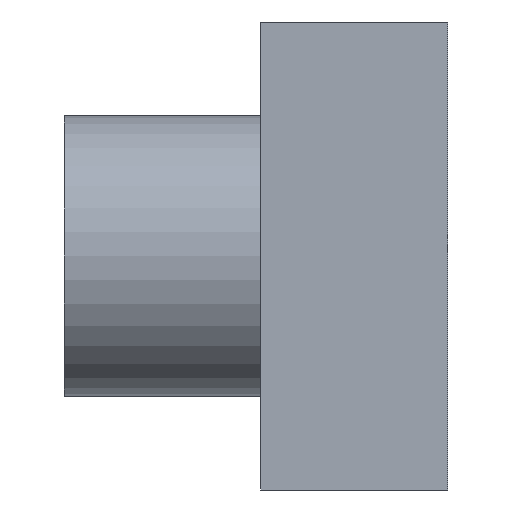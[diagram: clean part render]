
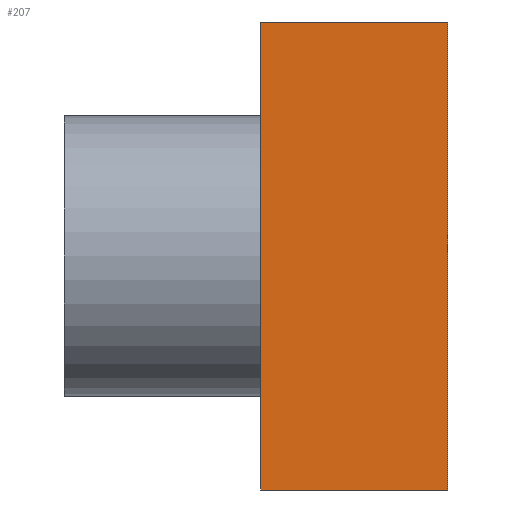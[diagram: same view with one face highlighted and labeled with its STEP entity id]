
A CAD part, left-side view. The second image highlights one B-rep face of the part: STEP entity #207.
In plain terms, the highlighted planar face has unit normal (-1, 0, 0).
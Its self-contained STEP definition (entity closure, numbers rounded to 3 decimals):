
#21=FACE_OUTER_BOUND('',#33,.T.);
#33=EDGE_LOOP('',(#158,#159,#160,#161,#162));
#41=LINE('',#313,#63);
#48=LINE('',#331,#70);
#53=LINE('',#341,#75);
#54=LINE('',#344,#76);
#55=LINE('',#345,#77);
#63=VECTOR('',#253,10.);
#70=VECTOR('',#268,10.);
#75=VECTOR('',#277,10.);
#76=VECTOR('',#280,10.);
#77=VECTOR('',#281,10.);
#91=VERTEX_POINT('',#309);
#93=VERTEX_POINT('',#312);
#100=VERTEX_POINT('',#329);
#103=VERTEX_POINT('',#339);
#104=VERTEX_POINT('',#343);
#110=EDGE_CURVE('',#91,#93,#41,.T.);
#120=EDGE_CURVE('',#100,#91,#48,.T.);
#125=EDGE_CURVE('',#100,#103,#53,.T.);
#126=EDGE_CURVE('',#104,#103,#54,.T.);
#127=EDGE_CURVE('',#93,#104,#55,.T.);
#158=ORIENTED_EDGE('',*,*,#120,.F.);
#159=ORIENTED_EDGE('',*,*,#125,.T.);
#160=ORIENTED_EDGE('',*,*,#126,.F.);
#161=ORIENTED_EDGE('',*,*,#127,.F.);
#162=ORIENTED_EDGE('',*,*,#110,.F.);
#197=PLANE('',#237);
#207=ADVANCED_FACE('',(#21),#197,.T.);
#237=AXIS2_PLACEMENT_3D('',#342,#278,#279);
#253=DIRECTION('',(0.,0.,1.));
#268=DIRECTION('',(0.,0.,1.));
#277=DIRECTION('',(0.,-1.,0.));
#278=DIRECTION('center_axis',(-1.,0.,0.));
#279=DIRECTION('ref_axis',(0.,0.,-1.));
#280=DIRECTION('',(0.,0.,-1.));
#281=DIRECTION('',(0.,-1.,0.));
#309=CARTESIAN_POINT('',(-57.5,1.9,-98.));
#312=CARTESIAN_POINT('',(-57.5,1.9,-95.5));
#313=CARTESIAN_POINT('',(-57.5,1.9,-100.5));
#329=CARTESIAN_POINT('',(-57.5,1.9,-100.5));
#331=CARTESIAN_POINT('',(-57.5,1.9,-100.5));
#339=CARTESIAN_POINT('',(-57.5,-0.1,-100.5));
#341=CARTESIAN_POINT('',(-57.5,1.9,-100.5));
#342=CARTESIAN_POINT('Origin',(-57.5,1.9,-95.5));
#343=CARTESIAN_POINT('',(-57.5,-0.1,-95.5));
#344=CARTESIAN_POINT('',(-57.5,-0.1,-100.5));
#345=CARTESIAN_POINT('',(-57.5,1.9,-95.5));
